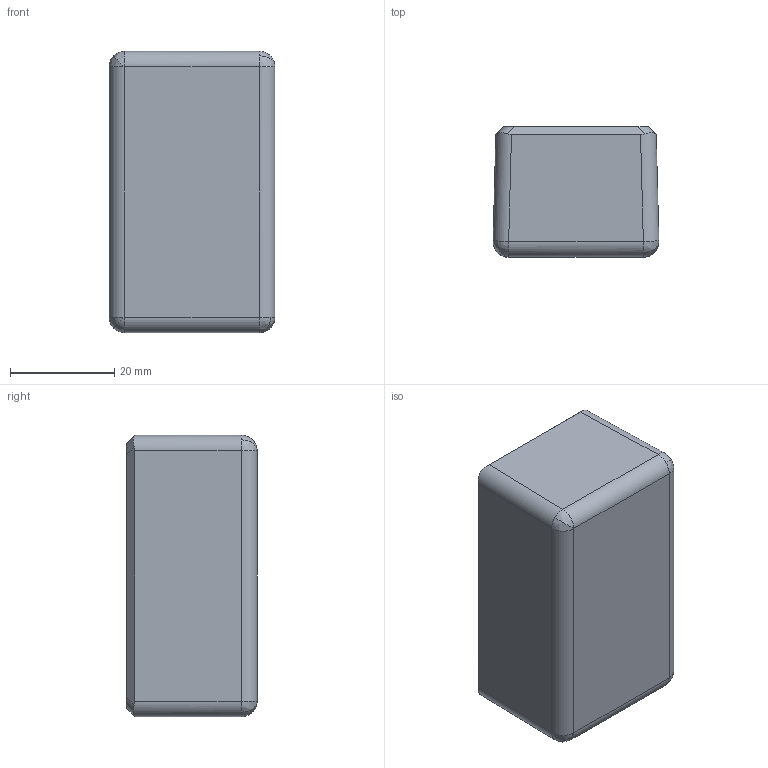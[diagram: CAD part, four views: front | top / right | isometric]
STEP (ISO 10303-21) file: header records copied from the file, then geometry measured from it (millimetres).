
FILE_DESCRIPTION (( 'STEP AP203' ), '1' );
FILE_NAME ('10-02-1611.STEP', '2013-05-06T06:46:51', ( 'asennus' ), ( '' ), 'SwSTEP 2.0', 'SolidWorks 2013', '' );
FILE_SCHEMA (( 'CONFIG_CONTROL_DESIGN' ));
Length unit declared in the file: millimetre
Products named in the file (1): 10-02-1611
Bounding box: 31.84 x 25 x 54 mm (x, y, z)
Volume: 14333.4 mm3; surface area: 10282.3 mm2
Topology: 1 solids, 1 shells, 40 faces, 106 edges, 61 vertices
Faces by surface type: cylinder 17, plane 15, bspline 8
Entity records: 1380 total; most frequent: CARTESIAN_POINT 408, ORIENTED_EDGE 196, DIRECTION 181, EDGE_CURVE 98, AXIS2_PLACEMENT_3D 66, VERTEX_POINT 61, VECTOR 49, LINE 49
